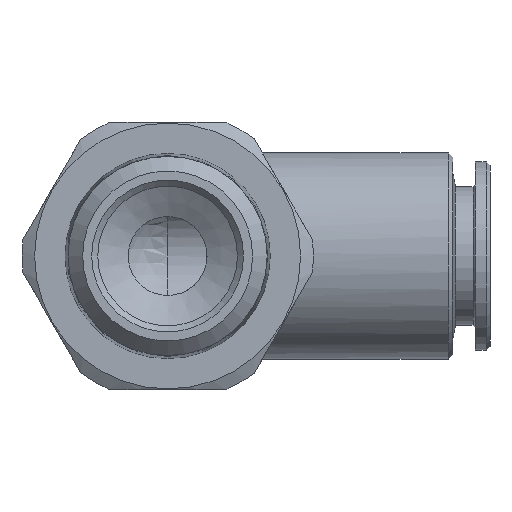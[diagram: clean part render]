
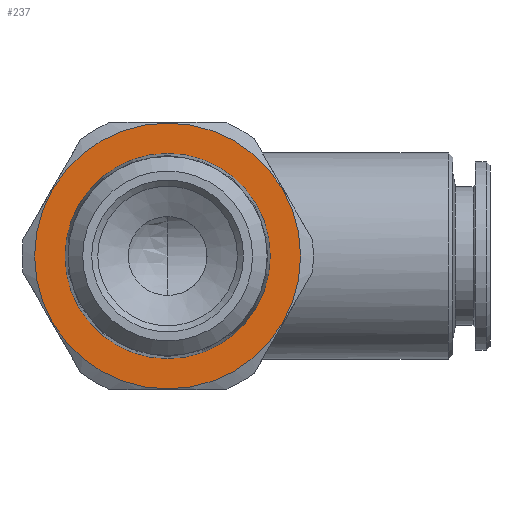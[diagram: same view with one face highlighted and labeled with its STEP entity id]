
A CAD part, front view. The second image highlights one B-rep face of the part: STEP entity #237.
In plain terms, the highlighted planar face has unit normal (0, -1, 0).
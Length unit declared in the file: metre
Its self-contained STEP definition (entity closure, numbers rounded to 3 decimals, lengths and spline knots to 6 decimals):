
#237 = ADVANCED_FACE( 'NONE', ( #532, #533 ), #534, .T. );
#532 = FACE_OUTER_BOUND( '', #870, .T. );
#533 = FACE_BOUND( '', #871, .T. );
#534 = PLANE( '', #872 );
#870 = EDGE_LOOP( '', ( #1615 ) );
#871 = EDGE_LOOP( '', ( #1616 ) );
#872 = AXIS2_PLACEMENT_3D( '', #1617, #1618, #1619 );
#1615 = ORIENTED_EDGE( '', *, *, #2180, .T. );
#1616 = ORIENTED_EDGE( '', *, *, #2130, .F. );
#1617 = CARTESIAN_POINT( '', ( 0.00845, -0.0261, 0. ) );
#1618 = DIRECTION( '', ( 0., -1., 0. ) );
#1619 = DIRECTION( '', ( 0., 0., -1. ) );
#2130 = EDGE_CURVE( 'NONE', #2536, #2536, #2537, .T. );
#2180 = EDGE_CURVE( 'NONE', #2608, #2608, #2609, .T. );
#2536 = VERTEX_POINT( '', #3173 );
#2537 = CIRCLE( '', #3174, 0.00845 );
#2608 = VERTEX_POINT( '', #3355 );
#2609 = CIRCLE( '', #3356, 0.01095 );
#3173 = CARTESIAN_POINT( '', ( 0., -0.0261, -0.00845 ) );
#3174 = AXIS2_PLACEMENT_3D( '', #3865, #3866, #3867 );
#3355 = CARTESIAN_POINT( '', ( 0., -0.0261, -0.01095 ) );
#3356 = AXIS2_PLACEMENT_3D( '', #3936, #3937, #3938 );
#3865 = CARTESIAN_POINT( '', ( 0., -0.0261, 0. ) );
#3866 = DIRECTION( '', ( 0., -1., 0. ) );
#3867 = DIRECTION( '', ( 0., 0., -1. ) );
#3936 = CARTESIAN_POINT( '', ( 0., -0.0261, 0. ) );
#3937 = DIRECTION( '', ( 0., -1., 0. ) );
#3938 = DIRECTION( '', ( 0., 0., -1. ) );
